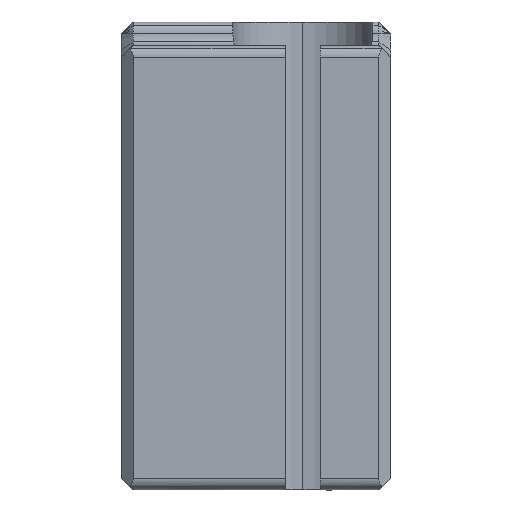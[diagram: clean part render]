
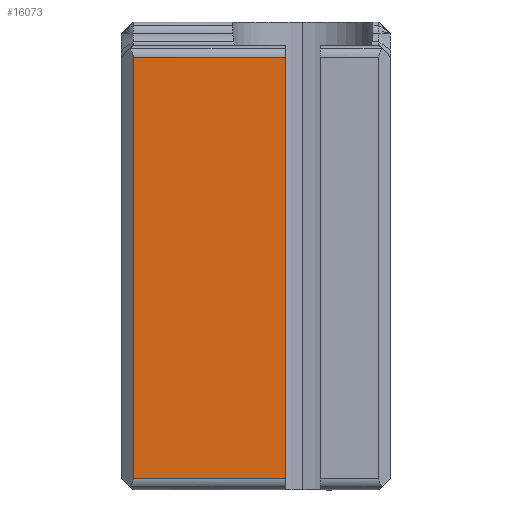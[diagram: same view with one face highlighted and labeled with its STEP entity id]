
A CAD part, front view. The second image highlights one B-rep face of the part: STEP entity #16073.
In plain terms, the highlighted planar face has unit normal (0, -1, 0).
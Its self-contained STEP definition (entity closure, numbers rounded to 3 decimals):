
#1280 = LINE ( 'NONE', #10482, #23693 ) ;
#2305 = CARTESIAN_POINT ( 'NONE',  ( 1.25, -35.287, -3.017 ) ) ;
#2851 = CARTESIAN_POINT ( 'NONE',  ( -5.25, -35.287, 10.983 ) ) ;
#4755 = PLANE ( 'NONE',  #28857 ) ;
#6675 = CARTESIAN_POINT ( 'NONE',  ( -5.25, -35.287, 14.983 ) ) ;
#7895 = VECTOR ( 'NONE', #28001, 1000. ) ;
#8113 = ORIENTED_EDGE ( 'NONE', *, *, #17240, .T. ) ;
#8265 = VECTOR ( 'NONE', #17554, 1000. ) ;
#9323 = DIRECTION ( 'NONE',  ( 0., 0., 1. ) ) ;
#9905 = DIRECTION ( 'NONE',  ( 0., 0., -1. ) ) ;
#10377 = CARTESIAN_POINT ( 'NONE',  ( -5.25, -35.287, -3.017 ) ) ;
#10482 = CARTESIAN_POINT ( 'NONE',  ( 0., -35.287, 14.983 ) ) ;
#13595 = EDGE_CURVE ( 'NONE', #24407, #16110, #1280, .T. ) ;
#13933 = EDGE_CURVE ( 'NONE', #20546, #29957, #24475, .T. ) ;
#14291 = CARTESIAN_POINT ( 'NONE',  ( 1.25, -35.287, 14.983 ) ) ;
#14919 = FACE_OUTER_BOUND ( 'NONE', #17842, .T. ) ;
#16073 = ADVANCED_FACE ( 'NONE', ( #14919 ), #4755, .T. ) ;
#16110 = VERTEX_POINT ( 'NONE', #14291 ) ;
#17240 = EDGE_CURVE ( 'NONE', #20546, #16110, #29303, .T. ) ;
#17252 = CARTESIAN_POINT ( 'NONE',  ( 0., -35.287, -3.017 ) ) ;
#17554 = DIRECTION ( 'NONE',  ( -1., 0., 0. ) ) ;
#17842 = EDGE_LOOP ( 'NONE', ( #25646, #8113, #20138, #22386 ) ) ;
#19294 = DIRECTION ( 'NONE',  ( 0., -1., 0. ) ) ;
#20138 = ORIENTED_EDGE ( 'NONE', *, *, #13595, .F. ) ;
#20546 = VERTEX_POINT ( 'NONE', #2305 ) ;
#21194 = VECTOR ( 'NONE', #9323, 1000. ) ;
#22386 = ORIENTED_EDGE ( 'NONE', *, *, #25276, .F. ) ;
#23693 = VECTOR ( 'NONE', #25467, 1000. ) ;
#23832 = CARTESIAN_POINT ( 'NONE',  ( 1.25, -35.287, 15.983 ) ) ;
#24407 = VERTEX_POINT ( 'NONE', #6675 ) ;
#24475 = LINE ( 'NONE', #17252, #8265 ) ;
#25276 = EDGE_CURVE ( 'NONE', #29957, #24407, #27355, .T. ) ;
#25467 = DIRECTION ( 'NONE',  ( 1., 0., 0. ) ) ;
#25646 = ORIENTED_EDGE ( 'NONE', *, *, #13933, .F. ) ;
#27355 = LINE ( 'NONE', #2851, #7895 ) ;
#28001 = DIRECTION ( 'NONE',  ( 0., 0., 1. ) ) ;
#28857 = AXIS2_PLACEMENT_3D ( 'NONE', #31386, #19294, #9905 ) ;
#29303 = LINE ( 'NONE', #23832, #21194 ) ;
#29957 = VERTEX_POINT ( 'NONE', #10377 ) ;
#31386 = CARTESIAN_POINT ( 'NONE',  ( 0., -35.287, 15.483 ) ) ;
